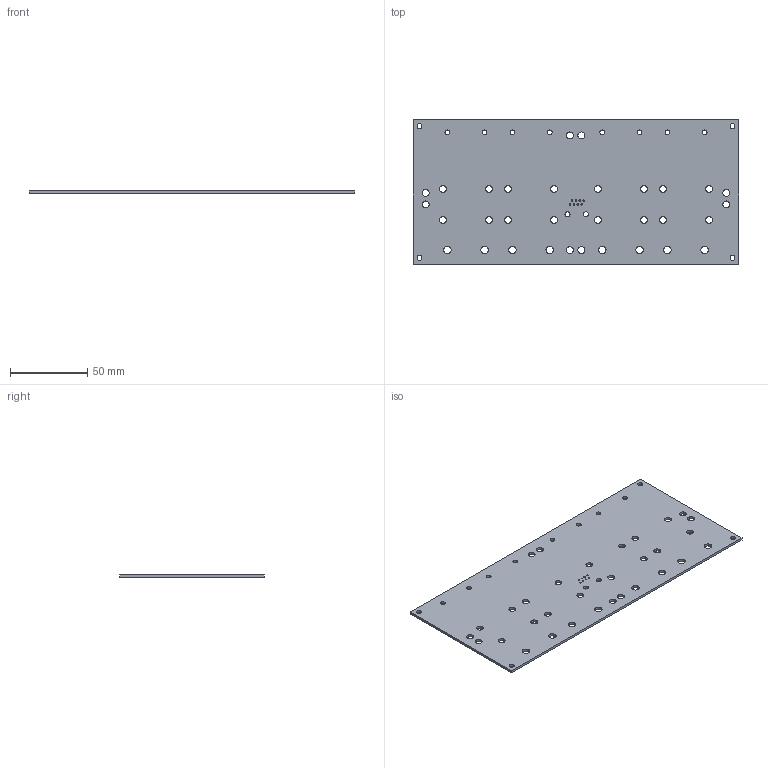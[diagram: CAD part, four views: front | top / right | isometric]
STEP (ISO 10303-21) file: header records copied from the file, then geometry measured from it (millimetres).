
FILE_DESCRIPTION(('FreeCAD Model'),'2;1');
FILE_NAME('PDU-Board.step', '2019-01-06T22:52:13',('Author'),(''), 'Open CASCADE STEP processor 7.2','FreeCAD','Unknown');
FILE_SCHEMA(('AUTOMOTIVE_DESIGN { 1 0 10303 214 1 1 1 1 }'));
Length unit declared in the file: millimetre
Products named in the file (1): Pcb
Bounding box: 210 x 93 x 1.6 mm (x, y, z)
Volume: 30246.9 mm3; surface area: 39760.4 mm2
Topology: 1 solids, 1 shells, 60 faces, 174 edges, 116 vertices
Faces by surface type: cylinder 54, plane 6
Full cylindrical faces by diameter (mm): 0.9 x8, 3.048 x8, 3.2 x4, 3.25 x2, 4.369 x16, 4.5 x8, 4.826 x8
Entity records: 2283 total; most frequent: DIRECTION 404, CARTESIAN_POINT 351, ORIENTED_EDGE 348, EDGE_CURVE 174, AXIS2_PLACEMENT_3D 169, FACE_BOUND 168, EDGE_LOOP 168, VERTEX_POINT 116
